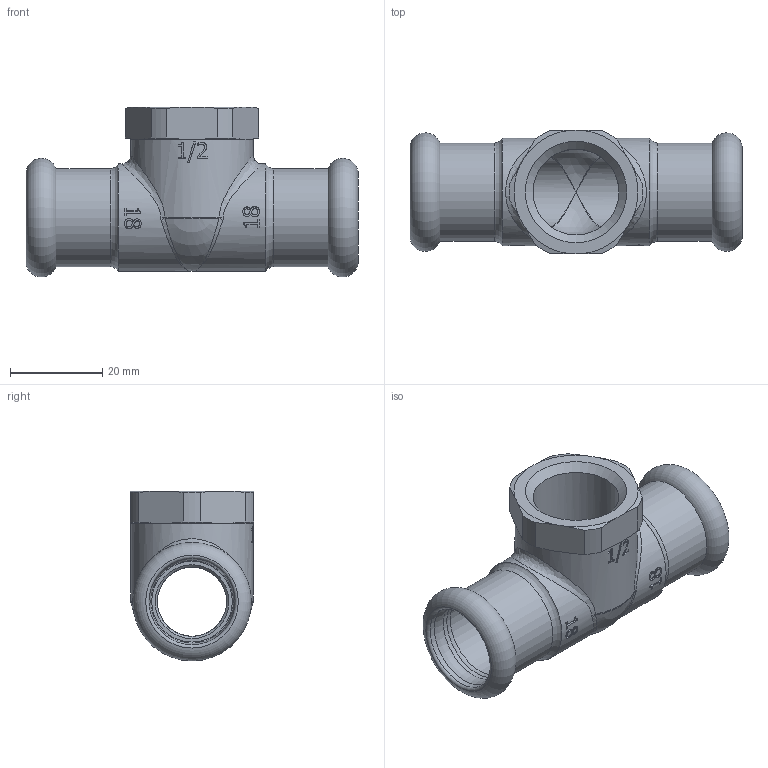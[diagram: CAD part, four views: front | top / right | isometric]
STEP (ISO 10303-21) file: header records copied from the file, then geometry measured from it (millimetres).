
FILE_DESCRIPTION(/* description */ (''),/* implementation_level */ '2;1');
FILE_NAME(/* name */ '189102018_Inoxpres.stp',/* time_stamp */ '2022-10-12T08:11:05+02:00',/* author */ ('Vault'),/* organization */ ('Raccorderie metalliche s.p.a.'),/* preprocessor_version */ 'ST-DEVELOPER v18.1',/* originating_system */ 'Autodesk Inventor 2020',/* authorisation */ 'Raccorderie metalliche s.p.a.');
FILE_SCHEMA (('AUTOMOTIVE_DESIGN { 1 0 10303 214 3 1 1 }'));
Length unit declared in the file: millimetre
Products named in the file (1): 189102018_Inoxpres
Bounding box: 72 x 26.8 x 36.86 mm (x, y, z)
Volume: 16730.2 mm3; surface area: 11581 mm2
Topology: 1 solids, 1 shells, 192 faces, 521 edges, 334 vertices
Faces by surface type: bspline 74, plane 52, cylinder 31, torus 16, cone 15, sphere 4
Full cylindrical faces by diameter (mm): 15 x2, 18.3 x2, 18.631 x1, 18.7 x4, 21.3 x2, 23.3 x2, 26.5 x1
Entity records: 22212 total; most frequent: CARTESIAN_POINT 17930, ORIENTED_EDGE 1026, DIRECTION 665, EDGE_CURVE 513, VERTEX_POINT 334, AXIS2_PLACEMENT_3D 253, EDGE_LOOP 207, B_SPLINE_CURVE_WITH_KNOTS 196
